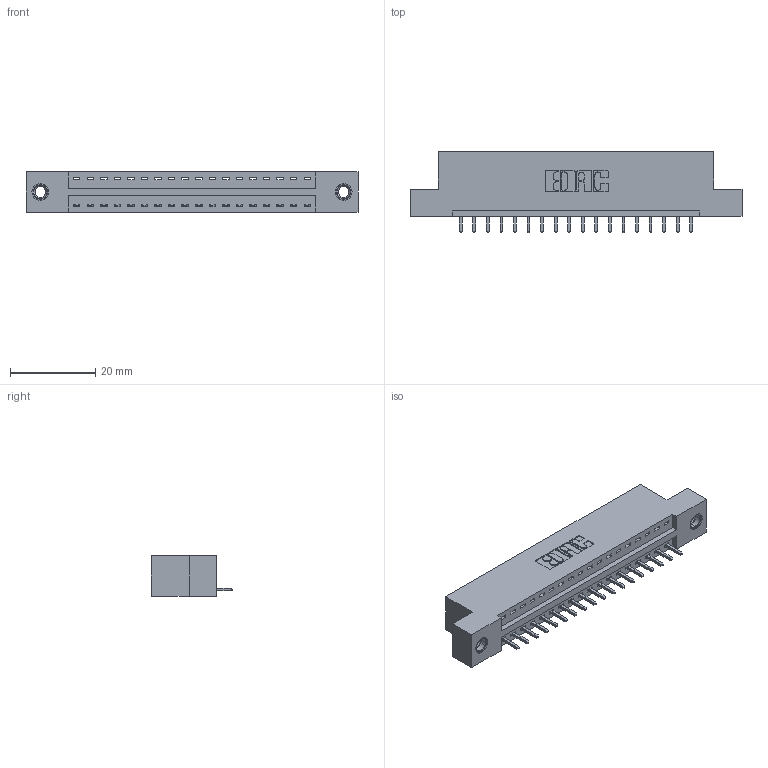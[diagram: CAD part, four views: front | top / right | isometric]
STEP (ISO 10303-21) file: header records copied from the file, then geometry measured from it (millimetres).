
FILE_DESCRIPTION (( 'STEP AP203' ), '1' );
FILE_NAME ('346-018-521-107.STEP', '2022-05-05T13:54:43', ( '' ), ( '' ), 'SwSTEP 2.0', 'SolidWorks 2020', '' );
FILE_SCHEMA (( 'CONFIG_CONTROL_DESIGN' ));
Length unit declared in the file: inch
Products named in the file (4): 346-018-521-107; 346 Part_Flush Mounting Lugs - 0.156 Dia-TI; 345-250-001_345-250-005-103; 345-292-001_345-293-121
Assembly tree (21 placements, depth 2):
  346-018-521-107
    346 Part_Flush Mounting Lugs - 0.156 Dia-TI
    345-292-001_345-293-121  x18
    345-250-001_345-250-005-103  x2
Bounding box: 77.72 x 19.05 x 9.4 mm (x, y, z)
Volume: 7209.8 mm3; surface area: 8583.3 mm2
Topology: 21 solids, 21 shells, 1226 faces, 3633 edges, 2390 vertices
Faces by surface type: plane 828, cylinder 382, cone 12, torus 4
Entity records: 15606 total; most frequent: CARTESIAN_POINT 2665, ORIENTED_EDGE 2610, DIRECTION 2407, EDGE_CURVE 1305, LINE 1081, VECTOR 1081, VERTEX_POINT 864, AXIS2_PLACEMENT_3D 663
